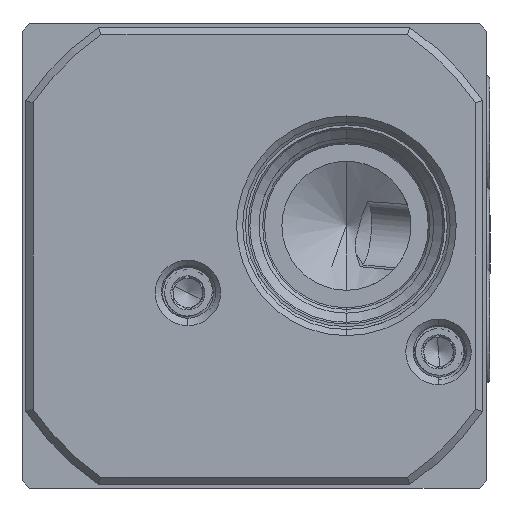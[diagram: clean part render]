
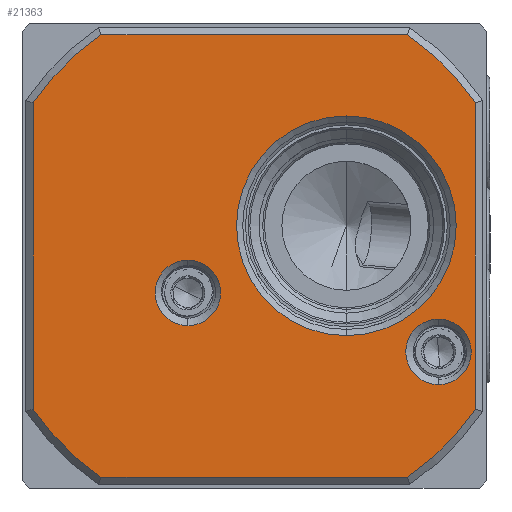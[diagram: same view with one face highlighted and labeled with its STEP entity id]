
A CAD part, left-side view. The second image highlights one B-rep face of the part: STEP entity #21363.
In plain terms, the highlighted planar face has unit normal (-1, 0, 0).
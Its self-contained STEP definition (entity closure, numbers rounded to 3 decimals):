
#18 = EDGE_CURVE ( 'NONE', #19243, #16185, #16574, .T. ) ;
#158 = CARTESIAN_POINT ( 'NONE',  ( -83.1, 20.791, -30. ) ) ;
#178 = EDGE_CURVE ( 'NONE', #5209, #21015, #5528, .T. ) ;
#220 = VECTOR ( 'NONE', #336, 1000. ) ;
#336 = DIRECTION ( 'NONE',  ( 0., -1., 0. ) ) ;
#602 = CARTESIAN_POINT ( 'NONE',  ( -83.1, -25., -17.442 ) ) ;
#613 = CARTESIAN_POINT ( 'NONE',  ( -83.1, -12.5, 19. ) ) ;
#689 = CIRCLE ( 'NONE', #22926, 36.5 ) ;
#1062 = FACE_BOUND ( 'NONE', #16182, .T. ) ;
#1254 = EDGE_CURVE ( 'NONE', #24797, #5209, #21062, .T. ) ;
#1770 = VERTEX_POINT ( 'NONE', #602 ) ;
#1902 = CIRCLE ( 'NONE', #24611, 4.442 ) ;
#1981 = DIRECTION ( 'NONE',  ( 0., 0., 1. ) ) ;
#2100 = ORIENTED_EDGE ( 'NONE', *, *, #24488, .T. ) ;
#2370 = CARTESIAN_POINT ( 'NONE',  ( -83.1, 0., 0. ) ) ;
#2856 = CIRCLE ( 'NONE', #5541, 4.442 ) ;
#3322 = EDGE_LOOP ( 'NONE', ( #11029, #15198, #15509, #15744, #2100, #24582, #4147, #9206 ) ) ;
#3508 = EDGE_LOOP ( 'NONE', ( #10510, #13521 ) ) ;
#3609 = CARTESIAN_POINT ( 'NONE',  ( -83.1, -20.791, 30. ) ) ;
#3863 = CARTESIAN_POINT ( 'NONE',  ( -83.1, -12.5, 4.1 ) ) ;
#3998 = CARTESIAN_POINT ( 'NONE',  ( -83.1, 20.791, 30. ) ) ;
#4147 = ORIENTED_EDGE ( 'NONE', *, *, #17538, .T. ) ;
#4653 = PLANE ( 'NONE',  #16451 ) ;
#4740 = AXIS2_PLACEMENT_3D ( 'NONE', #7269, #15286, #1981 ) ;
#5031 = ORIENTED_EDGE ( 'NONE', *, *, #13077, .F. ) ;
#5205 = AXIS2_PLACEMENT_3D ( 'NONE', #2370, #8382, #10299 ) ;
#5209 = VERTEX_POINT ( 'NONE', #3998 ) ;
#5348 = LINE ( 'NONE', #17737, #6543 ) ;
#5528 = CIRCLE ( 'NONE', #5205, 36.5 ) ;
#5541 = AXIS2_PLACEMENT_3D ( 'NONE', #6694, #20348, #14448 ) ;
#5564 = FACE_BOUND ( 'NONE', #21600, .T. ) ;
#5967 = CIRCLE ( 'NONE', #13332, 14.9 ) ;
#6156 = DIRECTION ( 'NONE',  ( -1., 0., 0. ) ) ;
#6543 = VECTOR ( 'NONE', #23455, 1000. ) ;
#6562 = CARTESIAN_POINT ( 'NONE',  ( -83.1, 9., -9.442 ) ) ;
#6694 = CARTESIAN_POINT ( 'NONE',  ( -83.1, 9., -5. ) ) ;
#6769 = VERTEX_POINT ( 'NONE', #23058 ) ;
#7196 = AXIS2_PLACEMENT_3D ( 'NONE', #18693, #20882, #20708 ) ;
#7269 = CARTESIAN_POINT ( 'NONE',  ( -83.1, 9., -5. ) ) ;
#7329 = DIRECTION ( 'NONE',  ( -1., 0., 0. ) ) ;
#7387 = CIRCLE ( 'NONE', #19918, 36.5 ) ;
#8336 = DIRECTION ( 'NONE',  ( 0., 1., 0. ) ) ;
#8382 = DIRECTION ( 'NONE',  ( -1., 0., 0. ) ) ;
#8436 = ORIENTED_EDGE ( 'NONE', *, *, #24648, .F. ) ;
#8535 = DIRECTION ( 'NONE',  ( 0., 0., -1. ) ) ;
#8773 = CARTESIAN_POINT ( 'NONE',  ( -83.1, 9., -0.558 ) ) ;
#8875 = DIRECTION ( 'NONE',  ( -1., 0., 0. ) ) ;
#9206 = ORIENTED_EDGE ( 'NONE', *, *, #10814, .T. ) ;
#9568 = EDGE_CURVE ( 'NONE', #12343, #16368, #5348, .T. ) ;
#9696 = DIRECTION ( 'NONE',  ( -1., 0., 0. ) ) ;
#9978 = DIRECTION ( 'NONE',  ( 0., 0., 1. ) ) ;
#10299 = DIRECTION ( 'NONE',  ( 0., 0., 1. ) ) ;
#10393 = LINE ( 'NONE', #21348, #220 ) ;
#10510 = ORIENTED_EDGE ( 'NONE', *, *, #18, .F. ) ;
#10522 = CARTESIAN_POINT ( 'NONE',  ( -83.1, 30., -20.791 ) ) ;
#10641 = FACE_OUTER_BOUND ( 'NONE', #3322, .T. ) ;
#10740 = DIRECTION ( 'NONE',  ( -1., 0., 0. ) ) ;
#10814 = EDGE_CURVE ( 'NONE', #11952, #12343, #7387, .T. ) ;
#10850 = EDGE_CURVE ( 'NONE', #16368, #24797, #16046, .T. ) ;
#11029 = ORIENTED_EDGE ( 'NONE', *, *, #9568, .T. ) ;
#11044 = ORIENTED_EDGE ( 'NONE', *, *, #16091, .F. ) ;
#11224 = CARTESIAN_POINT ( 'NONE',  ( -83.1, 0., 0. ) ) ;
#11281 = CARTESIAN_POINT ( 'NONE',  ( -83.1, -12.5, -10.8 ) ) ;
#11952 = VERTEX_POINT ( 'NONE', #13303 ) ;
#12343 = VERTEX_POINT ( 'NONE', #22840 ) ;
#12631 = CARTESIAN_POINT ( 'NONE',  ( -83.1, 0., 0. ) ) ;
#12667 = CARTESIAN_POINT ( 'NONE',  ( -83.1, 0., 0. ) ) ;
#12837 = DIRECTION ( 'NONE',  ( -1., 0., 0. ) ) ;
#13077 = EDGE_CURVE ( 'NONE', #6769, #1770, #1902, .T. ) ;
#13081 = DIRECTION ( 'NONE',  ( 0., 0., 1. ) ) ;
#13095 = VERTEX_POINT ( 'NONE', #11281 ) ;
#13303 = CARTESIAN_POINT ( 'NONE',  ( -83.1, -20.791, -30. ) ) ;
#13332 = AXIS2_PLACEMENT_3D ( 'NONE', #15657, #6156, #9978 ) ;
#13521 = ORIENTED_EDGE ( 'NONE', *, *, #19701, .F. ) ;
#14354 = CARTESIAN_POINT ( 'NONE',  ( -83.1, 21.101, 30. ) ) ;
#14448 = DIRECTION ( 'NONE',  ( 0., 0., 1. ) ) ;
#14583 = CARTESIAN_POINT ( 'NONE',  ( -83.1, -30., 20.791 ) ) ;
#14835 = CIRCLE ( 'NONE', #7196, 4.442 ) ;
#15198 = ORIENTED_EDGE ( 'NONE', *, *, #10850, .T. ) ;
#15286 = DIRECTION ( 'NONE',  ( -1., 0., 0. ) ) ;
#15509 = ORIENTED_EDGE ( 'NONE', *, *, #1254, .T. ) ;
#15657 = CARTESIAN_POINT ( 'NONE',  ( -83.1, -12.5, 4.1 ) ) ;
#15744 = ORIENTED_EDGE ( 'NONE', *, *, #178, .T. ) ;
#16046 = CIRCLE ( 'NONE', #18957, 36.5 ) ;
#16091 = EDGE_CURVE ( 'NONE', #13095, #23882, #5967, .T. ) ;
#16182 = EDGE_LOOP ( 'NONE', ( #8436, #11044 ) ) ;
#16185 = VERTEX_POINT ( 'NONE', #6562 ) ;
#16368 = VERTEX_POINT ( 'NONE', #14583 ) ;
#16451 = AXIS2_PLACEMENT_3D ( 'NONE', #20455, #10740, #22211 ) ;
#16482 = DIRECTION ( 'NONE',  ( 0., 0., 1. ) ) ;
#16574 = CIRCLE ( 'NONE', #4740, 4.442 ) ;
#16602 = DIRECTION ( 'NONE',  ( 0., 0., 1. ) ) ;
#16995 = DIRECTION ( 'NONE',  ( 0., 0., 1. ) ) ;
#17236 = DIRECTION ( 'NONE',  ( -1., 0., 0. ) ) ;
#17538 = EDGE_CURVE ( 'NONE', #23157, #11952, #10393, .T. ) ;
#17737 = CARTESIAN_POINT ( 'NONE',  ( -83.1, -30., 21.101 ) ) ;
#18048 = VECTOR ( 'NONE', #8336, 1000. ) ;
#18060 = CIRCLE ( 'NONE', #18585, 14.9 ) ;
#18263 = CARTESIAN_POINT ( 'NONE',  ( -83.1, 30., -21.101 ) ) ;
#18585 = AXIS2_PLACEMENT_3D ( 'NONE', #3863, #17236, #18919 ) ;
#18693 = CARTESIAN_POINT ( 'NONE',  ( -83.1, -25., -13. ) ) ;
#18919 = DIRECTION ( 'NONE',  ( 0., 0., 1. ) ) ;
#18957 = AXIS2_PLACEMENT_3D ( 'NONE', #11224, #7329, #13081 ) ;
#19243 = VERTEX_POINT ( 'NONE', #8773 ) ;
#19701 = EDGE_CURVE ( 'NONE', #16185, #19243, #2856, .T. ) ;
#19918 = AXIS2_PLACEMENT_3D ( 'NONE', #12667, #12837, #16602 ) ;
#20348 = DIRECTION ( 'NONE',  ( -1., 0., 0. ) ) ;
#20455 = CARTESIAN_POINT ( 'NONE',  ( -83.1, 0., 0. ) ) ;
#20486 = LINE ( 'NONE', #18263, #24072 ) ;
#20554 = FACE_BOUND ( 'NONE', #3508, .T. ) ;
#20708 = DIRECTION ( 'NONE',  ( 0., 0., 1. ) ) ;
#20748 = VERTEX_POINT ( 'NONE', #10522 ) ;
#20882 = DIRECTION ( 'NONE',  ( -1., 0., 0. ) ) ;
#21015 = VERTEX_POINT ( 'NONE', #23150 ) ;
#21062 = LINE ( 'NONE', #14354, #18048 ) ;
#21348 = CARTESIAN_POINT ( 'NONE',  ( -83.1, -21.101, -30. ) ) ;
#21363 = ADVANCED_FACE ( 'NONE', ( #20554, #10641, #1062, #5564 ), #4653, .T. ) ;
#21600 = EDGE_LOOP ( 'NONE', ( #5031, #22280 ) ) ;
#21663 = EDGE_CURVE ( 'NONE', #1770, #6769, #14835, .T. ) ;
#22211 = DIRECTION ( 'NONE',  ( 0., 0., 1. ) ) ;
#22280 = ORIENTED_EDGE ( 'NONE', *, *, #21663, .F. ) ;
#22840 = CARTESIAN_POINT ( 'NONE',  ( -83.1, -30., -20.791 ) ) ;
#22926 = AXIS2_PLACEMENT_3D ( 'NONE', #12631, #8875, #16482 ) ;
#23037 = CARTESIAN_POINT ( 'NONE',  ( -83.1, -25., -13. ) ) ;
#23058 = CARTESIAN_POINT ( 'NONE',  ( -83.1, -25., -8.558 ) ) ;
#23150 = CARTESIAN_POINT ( 'NONE',  ( -83.1, 30., 20.791 ) ) ;
#23157 = VERTEX_POINT ( 'NONE', #158 ) ;
#23455 = DIRECTION ( 'NONE',  ( 0., 0., 1. ) ) ;
#23882 = VERTEX_POINT ( 'NONE', #613 ) ;
#24072 = VECTOR ( 'NONE', #8535, 1000. ) ;
#24488 = EDGE_CURVE ( 'NONE', #21015, #20748, #20486, .T. ) ;
#24582 = ORIENTED_EDGE ( 'NONE', *, *, #24607, .T. ) ;
#24607 = EDGE_CURVE ( 'NONE', #20748, #23157, #689, .T. ) ;
#24611 = AXIS2_PLACEMENT_3D ( 'NONE', #23037, #9696, #16995 ) ;
#24648 = EDGE_CURVE ( 'NONE', #23882, #13095, #18060, .T. ) ;
#24797 = VERTEX_POINT ( 'NONE', #3609 ) ;
